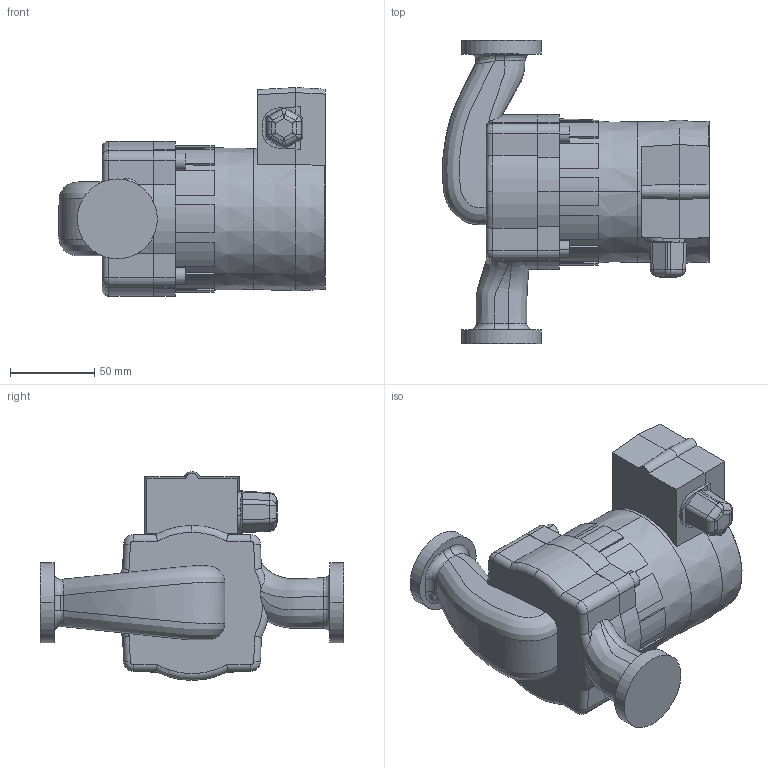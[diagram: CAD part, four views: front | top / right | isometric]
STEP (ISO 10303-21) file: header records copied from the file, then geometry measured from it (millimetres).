
FILE_DESCRIPTION (( 'STEP AP203' ), '1' );
FILE_NAME ('AXW12-1 AXW13-1.STEP', '2010-11-02T11:29:14', ( ' ' ), ( '' ), 'SwSTEP 2.0', 'SolidWorks 2008', '' );
FILE_SCHEMA (( 'CONFIG_CONTROL_DESIGN' ));
Length unit declared in the file: millimetre
Products named in the file (3): Pumpengehäuse_Standard; AXW12-1 AXW13-1; Motor kompl_Standard
Assembly tree (2 placements, depth 2):
  AXW12-1 AXW13-1
    Motor kompl_Standard
    Pumpengehäuse_Standard
Bounding box: 158.01 x 180 x 124.02 mm (x, y, z)
Volume: 1052947.1 mm3; surface area: 105230.1 mm2
Topology: 3 solids, 3 shells, 337 faces, 850 edges, 542 vertices
Faces by surface type: plane 165, cylinder 111, bspline 41, torus 11, cone 9
Entity records: 16183 total; most frequent: CARTESIAN_POINT 8016, ORIENTED_EDGE 1700, DIRECTION 1568, EDGE_CURVE 850, AXIS2_PLACEMENT_3D 544, VERTEX_POINT 542, LINE 480, VECTOR 480
